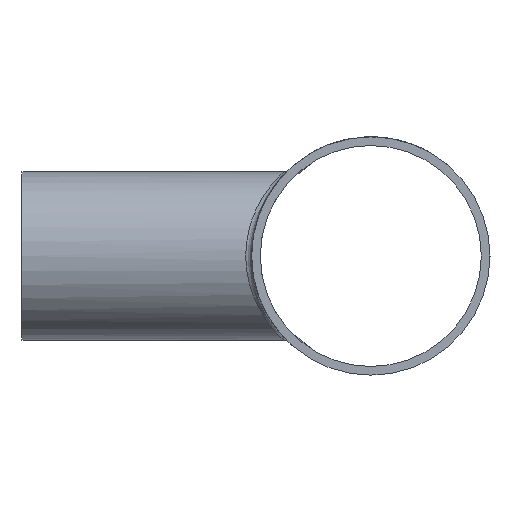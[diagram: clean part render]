
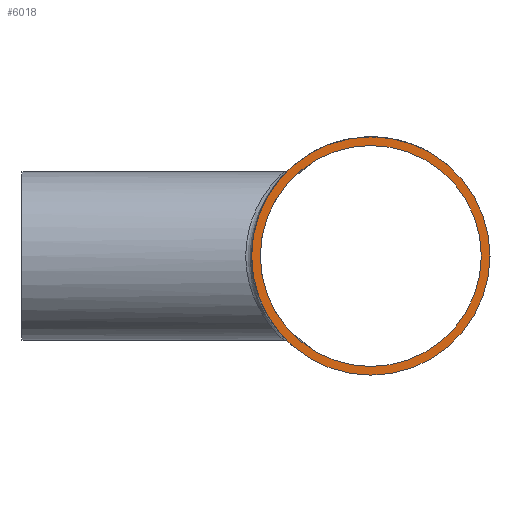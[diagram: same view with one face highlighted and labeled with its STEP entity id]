
A CAD part, left-side view. The second image highlights one B-rep face of the part: STEP entity #6018.
In plain terms, the highlighted planar face has unit normal (-1, 0, 0).
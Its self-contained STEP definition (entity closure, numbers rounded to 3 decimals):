
#430 = DIRECTION ( 'NONE',  ( -1., 0., 0. ) ) ;
#1189 = EDGE_LOOP ( 'NONE', ( #4841 ) ) ;
#1559 = EDGE_CURVE ( 'NONE', #6058, #6058, #14980, .T. ) ;
#2215 = DIRECTION ( 'NONE',  ( 0., 0., 1. ) ) ;
#4353 = CARTESIAN_POINT ( 'NONE',  ( -60., 0., 0. ) ) ;
#4364 = ORIENTED_EDGE ( 'NONE', *, *, #1559, .T. ) ;
#4556 = AXIS2_PLACEMENT_3D ( 'NONE', #6007, #430, #7086 ) ;
#4841 = ORIENTED_EDGE ( 'NONE', *, *, #8125, .F. ) ;
#6007 = CARTESIAN_POINT ( 'NONE',  ( -60., 0., 0. ) ) ;
#6018 = ADVANCED_FACE ( 'NONE', ( #11177, #10996 ), #11270, .T. ) ;
#6058 = VERTEX_POINT ( 'NONE', #10231 ) ;
#6738 = EDGE_LOOP ( 'NONE', ( #4364 ) ) ;
#7086 = DIRECTION ( 'NONE',  ( 0., 0., 1. ) ) ;
#7170 = DIRECTION ( 'NONE',  ( -1., 0., 0. ) ) ;
#8125 = EDGE_CURVE ( 'NONE', #12679, #12679, #12101, .T. ) ;
#8614 = AXIS2_PLACEMENT_3D ( 'NONE', #12044, #14845, #2215 ) ;
#10231 = CARTESIAN_POINT ( 'NONE',  ( -60., 0., 20.5 ) ) ;
#10996 = FACE_OUTER_BOUND ( 'NONE', #6738, .T. ) ;
#11177 = FACE_BOUND ( 'NONE', #1189, .T. ) ;
#11270 = PLANE ( 'NONE',  #13557 ) ;
#12044 = CARTESIAN_POINT ( 'NONE',  ( -60., 0., 0. ) ) ;
#12101 = CIRCLE ( 'NONE', #4556, 19. ) ;
#12679 = VERTEX_POINT ( 'NONE', #15486 ) ;
#12722 = DIRECTION ( 'NONE',  ( 0., 0., 1. ) ) ;
#13557 = AXIS2_PLACEMENT_3D ( 'NONE', #4353, #7170, #12722 ) ;
#14845 = DIRECTION ( 'NONE',  ( -1., 0., 0. ) ) ;
#14980 = CIRCLE ( 'NONE', #8614, 20.5 ) ;
#15486 = CARTESIAN_POINT ( 'NONE',  ( -60., 0., 19. ) ) ;
